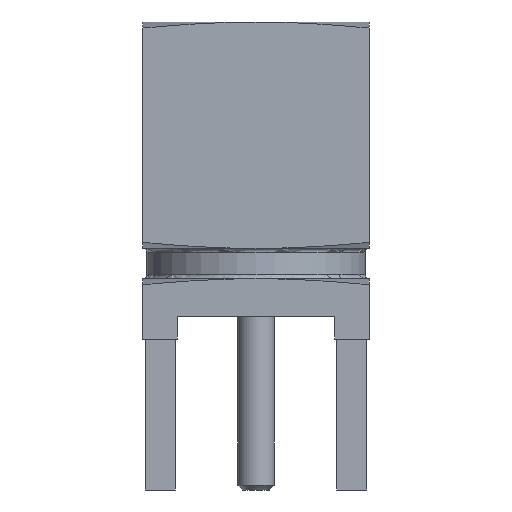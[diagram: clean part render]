
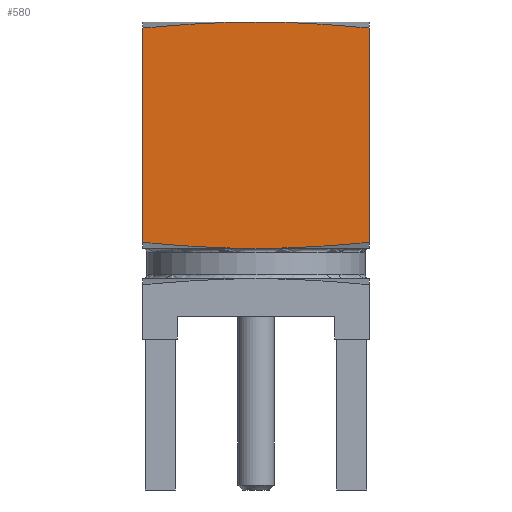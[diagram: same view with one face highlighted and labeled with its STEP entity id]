
A CAD part, left-side view. The second image highlights one B-rep face of the part: STEP entity #580.
In plain terms, the highlighted planar face has unit normal (-1, 0, 0).
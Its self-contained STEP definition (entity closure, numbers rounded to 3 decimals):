
#203 = EDGE_CURVE('',#204,#206,#208,.T.);
#204 = VERTEX_POINT('',#205);
#205 = CARTESIAN_POINT('',(-3.,-0.,2.4));
#206 = VERTEX_POINT('',#207);
#207 = CARTESIAN_POINT('',(-3.,-0.166,2.4));
#208 = LINE('',#209,#210);
#209 = CARTESIAN_POINT('',(-3.,3.,2.4));
#210 = VECTOR('',#211,1.);
#211 = DIRECTION('',(0.,-1.,-0.));
#515 = VERTEX_POINT('',#516);
#516 = CARTESIAN_POINT('',(-3.,3.,2.561));
#525 = EDGE_CURVE('',#526,#515,#528,.T.);
#526 = VERTEX_POINT('',#527);
#527 = CARTESIAN_POINT('',(-3.,3.,8.239));
#528 = LINE('',#529,#530);
#529 = CARTESIAN_POINT('',(-3.,3.,8.4));
#530 = VECTOR('',#531,1.);
#531 = DIRECTION('',(0.,0.,-1.));
#580 = ADVANCED_FACE('',(#581),#645,.F.);
#581 = FACE_BOUND('',#582,.T.);
#582 = EDGE_LOOP('',(#583,#592,#600,#611,#619,#626,#627,#638,#644));
#583 = ORIENTED_EDGE('',*,*,#584,.F.);
#584 = EDGE_CURVE('',#585,#206,#587,.T.);
#585 = VERTEX_POINT('',#586);
#586 = CARTESIAN_POINT('',(-3.,-3.,2.561));
#587 = B_SPLINE_CURVE_WITH_KNOTS('',3,(#588,#589,#590,#591),
  .UNSPECIFIED.,.F.,.F.,(4,4),(0.,1.),.PIECEWISE_BEZIER_KNOTS.);
#588 = CARTESIAN_POINT('',(-3.,-3.,2.561));
#589 = CARTESIAN_POINT('',(-3.,-2.058,2.474));
#590 = CARTESIAN_POINT('',(-3.,-1.112,2.407));
#591 = CARTESIAN_POINT('',(-3.,-0.166,2.4));
#592 = ORIENTED_EDGE('',*,*,#593,.F.);
#593 = EDGE_CURVE('',#594,#585,#596,.T.);
#594 = VERTEX_POINT('',#595);
#595 = CARTESIAN_POINT('',(-3.,-3.,8.239));
#596 = LINE('',#597,#598);
#597 = CARTESIAN_POINT('',(-3.,-3.,8.4));
#598 = VECTOR('',#599,1.);
#599 = DIRECTION('',(-0.,0.,-1.));
#600 = ORIENTED_EDGE('',*,*,#601,.F.);
#601 = EDGE_CURVE('',#602,#594,#604,.T.);
#602 = VERTEX_POINT('',#603);
#603 = CARTESIAN_POINT('',(-3.,-0.166,8.4));
#604 = B_SPLINE_CURVE_WITH_KNOTS('',3,(#605,#606,#607,#608,#609,#610),
  .UNSPECIFIED.,.F.,.F.,(4,2,4),(0.,0.176,1.),.UNSPECIFIED.);
#605 = CARTESIAN_POINT('',(-3.,-0.166,8.4));
#606 = CARTESIAN_POINT('',(-3.,-0.332,8.399));
#607 = CARTESIAN_POINT('',(-3.,-0.5,8.396));
#608 = CARTESIAN_POINT('',(-3.,-1.445,8.369));
#609 = CARTESIAN_POINT('',(-3.,-2.224,8.31));
#610 = CARTESIAN_POINT('',(-3.,-3.,8.239));
#611 = ORIENTED_EDGE('',*,*,#612,.F.);
#612 = EDGE_CURVE('',#613,#602,#615,.T.);
#613 = VERTEX_POINT('',#614);
#614 = CARTESIAN_POINT('',(-3.,0.166,8.4));
#615 = LINE('',#616,#617);
#616 = CARTESIAN_POINT('',(-3.,3.,8.4));
#617 = VECTOR('',#618,1.);
#618 = DIRECTION('',(0.,-1.,-0.));
#619 = ORIENTED_EDGE('',*,*,#620,.F.);
#620 = EDGE_CURVE('',#526,#613,#621,.T.);
#621 = B_SPLINE_CURVE_WITH_KNOTS('',3,(#622,#623,#624,#625),
  .UNSPECIFIED.,.F.,.F.,(4,4),(0.,1.),.PIECEWISE_BEZIER_KNOTS.);
#622 = CARTESIAN_POINT('',(-3.,3.,8.239));
#623 = CARTESIAN_POINT('',(-3.,2.058,8.326));
#624 = CARTESIAN_POINT('',(-3.,1.112,8.393));
#625 = CARTESIAN_POINT('',(-3.,0.166,8.4));
#626 = ORIENTED_EDGE('',*,*,#525,.T.);
#627 = ORIENTED_EDGE('',*,*,#628,.F.);
#628 = EDGE_CURVE('',#629,#515,#631,.T.);
#629 = VERTEX_POINT('',#630);
#630 = CARTESIAN_POINT('',(-3.,0.166,2.4));
#631 = B_SPLINE_CURVE_WITH_KNOTS('',3,(#632,#633,#634,#635,#636,#637),
  .UNSPECIFIED.,.F.,.F.,(4,2,4),(0.,0.176,1.),.UNSPECIFIED.);
#632 = CARTESIAN_POINT('',(-3.,0.166,2.4));
#633 = CARTESIAN_POINT('',(-3.,0.332,2.401));
#634 = CARTESIAN_POINT('',(-3.,0.5,2.404));
#635 = CARTESIAN_POINT('',(-3.,1.445,2.431));
#636 = CARTESIAN_POINT('',(-3.,2.224,2.49));
#637 = CARTESIAN_POINT('',(-3.,3.,2.561));
#638 = ORIENTED_EDGE('',*,*,#639,.T.);
#639 = EDGE_CURVE('',#629,#204,#640,.T.);
#640 = LINE('',#641,#642);
#641 = CARTESIAN_POINT('',(-3.,3.,2.4));
#642 = VECTOR('',#643,1.);
#643 = DIRECTION('',(-0.,-1.,-0.));
#644 = ORIENTED_EDGE('',*,*,#203,.T.);
#645 = PLANE('',#646);
#646 = AXIS2_PLACEMENT_3D('',#647,#648,#649);
#647 = CARTESIAN_POINT('',(-3.,3.,8.4));
#648 = DIRECTION('',(1.,-0.,0.));
#649 = DIRECTION('',(-0.,0.,1.));
